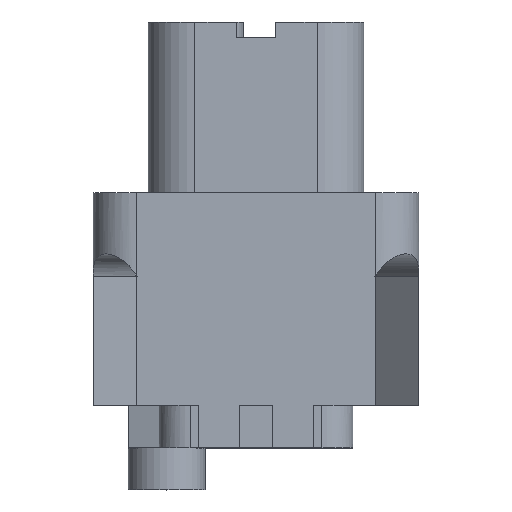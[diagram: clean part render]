
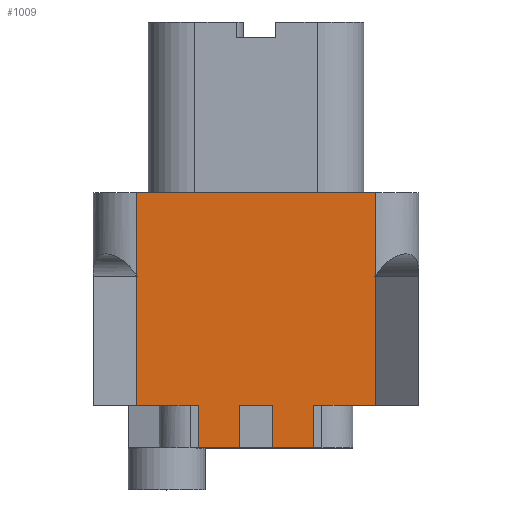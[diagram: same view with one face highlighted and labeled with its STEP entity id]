
A CAD part, top view. The second image highlights one B-rep face of the part: STEP entity #1009.
In plain terms, the highlighted planar face has unit normal (0, 0, 1).
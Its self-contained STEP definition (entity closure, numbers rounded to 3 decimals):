
#10 = LINE ( 'NONE', #4402, #2915 ) ;
#29 = LINE ( 'NONE', #4470, #2936 ) ;
#55 = LINE ( 'NONE', #4526, #2965 ) ;
#88 = LINE ( 'NONE', #4618, #3005 ) ;
#91 = LINE ( 'NONE', #4706, #1278 ) ;
#98 = LINE ( 'NONE', #4643, #1234 ) ;
#100 = LINE ( 'NONE', #4647, #1238 ) ;
#119 = LINE ( 'NONE', #4723, #1289 ) ;
#155 = LINE ( 'NONE', #3721, #1356 ) ;
#567 = ORIENTED_EDGE ( 'NONE', *, *, #1199, .T. ) ;
#570 = ORIENTED_EDGE ( 'NONE', *, *, #1334, .T. ) ;
#574 = ORIENTED_EDGE ( 'NONE', *, *, #1174, .F. ) ;
#583 = ORIENTED_EDGE ( 'NONE', *, *, #1471, .F. ) ;
#587 = ORIENTED_EDGE ( 'NONE', *, *, #1151, .T. ) ;
#588 = ORIENTED_EDGE ( 'NONE', *, *, #1271, .F. ) ;
#591 = ORIENTED_EDGE ( 'NONE', *, *, #1240, .F. ) ;
#596 = ORIENTED_EDGE ( 'NONE', *, *, #888, .T. ) ;
#610 = ORIENTED_EDGE ( 'NONE', *, *, #1354, .F. ) ;
#626 = ORIENTED_EDGE ( 'NONE', *, *, #1100, .F. ) ;
#635 = ORIENTED_EDGE ( 'NONE', *, *, #1083, .T. ) ;
#663 = ORIENTED_EDGE ( 'NONE', *, *, #1267, .F. ) ;
#869 = EDGE_LOOP ( 'NONE', ( #583, #596, #635, #567, #588, #570, #591, #626, #610, #587, #574, #663 ) ) ;
#888 = EDGE_CURVE ( 'NONE', #3556, #3576, #2613, .T. ) ;
#1009 = ADVANCED_FACE ( 'NONE', ( #2748 ), #3943, .F. ) ;
#1083 = EDGE_CURVE ( 'NONE', #3576, #3579, #2815, .T. ) ;
#1100 = EDGE_CURVE ( 'NONE', #3595, #3351, #2829, .T. ) ;
#1151 = EDGE_CURVE ( 'NONE', #3586, #3400, #10, .T. ) ;
#1174 = EDGE_CURVE ( 'NONE', #3336, #3400, #29, .T. ) ;
#1199 = EDGE_CURVE ( 'NONE', #3579, #3583, #55, .T. ) ;
#1234 = VECTOR ( 'NONE', #4644, 1000. ) ;
#1238 = VECTOR ( 'NONE', #4648, 1000. ) ;
#1240 = EDGE_CURVE ( 'NONE', #3351, #3368, #88, .T. ) ;
#1267 = EDGE_CURVE ( 'NONE', #3572, #3336, #98, .T. ) ;
#1271 = EDGE_CURVE ( 'NONE', #3600, #3583, #100, .T. ) ;
#1278 = VECTOR ( 'NONE', #4707, 1000. ) ;
#1289 = VECTOR ( 'NONE', #4724, 1000. ) ;
#1334 = EDGE_CURVE ( 'NONE', #3600, #3368, #91, .T. ) ;
#1354 = EDGE_CURVE ( 'NONE', #3586, #3595, #119, .T. ) ;
#1356 = VECTOR ( 'NONE', #3722, 1000. ) ;
#1471 = EDGE_CURVE ( 'NONE', #3556, #3572, #155, .T. ) ;
#1677 = AXIS2_PLACEMENT_3D ( 'NONE', #4002, #4003, #4004 ) ;
#1697 = VECTOR ( 'NONE', #4185, 1000. ) ;
#1836 = DIRECTION ( 'NONE',  ( 0., 1., 0. ) ) ;
#1840 = CARTESIAN_POINT ( 'NONE',  ( 7.7, -16.45, 10.5 ) ) ;
#2148 = VECTOR ( 'NONE', #1836, 1000. ) ;
#2613 = LINE ( 'NONE', #1840, #2148 ) ;
#2748 = FACE_OUTER_BOUND ( 'NONE', #869, .T. ) ;
#2815 = LINE ( 'NONE', #4186, #1697 ) ;
#2829 = LINE ( 'NONE', #4151, #2861 ) ;
#2861 = VECTOR ( 'NONE', #4150, 1000. ) ;
#2915 = VECTOR ( 'NONE', #4403, 1000. ) ;
#2936 = VECTOR ( 'NONE', #4471, 1000. ) ;
#2965 = VECTOR ( 'NONE', #4527, 1000. ) ;
#3005 = VECTOR ( 'NONE', #4619, 1000. ) ;
#3336 = VERTEX_POINT ( 'NONE', #3423 ) ;
#3351 = VERTEX_POINT ( 'NONE', #3470 ) ;
#3368 = VERTEX_POINT ( 'NONE', #3527 ) ;
#3400 = VERTEX_POINT ( 'NONE', #3603 ) ;
#3423 = CARTESIAN_POINT ( 'NONE',  ( 3.725, -16.45, 10.5 ) ) ;
#3470 = CARTESIAN_POINT ( 'NONE',  ( -1.075, -16.45, 10.5 ) ) ;
#3527 = CARTESIAN_POINT ( 'NONE',  ( -3.725, -16.45, 10.5 ) ) ;
#3556 = VERTEX_POINT ( 'NONE', #3771 ) ;
#3572 = VERTEX_POINT ( 'NONE', #3788 ) ;
#3576 = VERTEX_POINT ( 'NONE', #3793 ) ;
#3579 = VERTEX_POINT ( 'NONE', #3794 ) ;
#3583 = VERTEX_POINT ( 'NONE', #3800 ) ;
#3586 = VERTEX_POINT ( 'NONE', #3802 ) ;
#3595 = VERTEX_POINT ( 'NONE', #3811 ) ;
#3600 = VERTEX_POINT ( 'NONE', #3816 ) ;
#3603 = CARTESIAN_POINT ( 'NONE',  ( 1.075, -16.45, 10.5 ) ) ;
#3721 = CARTESIAN_POINT ( 'NONE',  ( -10.5, -13.7, 10.5 ) ) ;
#3722 = DIRECTION ( 'NONE',  ( -1., 0., 0. ) ) ;
#3771 = CARTESIAN_POINT ( 'NONE',  ( 7.7, -13.7, 10.5 ) ) ;
#3788 = CARTESIAN_POINT ( 'NONE',  ( 3.725, -13.7, 10.5 ) ) ;
#3793 = CARTESIAN_POINT ( 'NONE',  ( 7.7, 0., 10.5 ) ) ;
#3794 = CARTESIAN_POINT ( 'NONE',  ( -7.7, 0., 10.5 ) ) ;
#3800 = CARTESIAN_POINT ( 'NONE',  ( -7.7, -13.7, 10.5 ) ) ;
#3802 = CARTESIAN_POINT ( 'NONE',  ( 1.075, -13.7, 10.5 ) ) ;
#3811 = CARTESIAN_POINT ( 'NONE',  ( -1.075, -13.7, 10.5 ) ) ;
#3816 = CARTESIAN_POINT ( 'NONE',  ( -3.725, -13.7, 10.5 ) ) ;
#3943 = PLANE ( 'NONE',  #1677 ) ;
#4002 = CARTESIAN_POINT ( 'NONE',  ( -10.5, -16.45, 10.5 ) ) ;
#4003 = DIRECTION ( 'NONE',  ( 0., 0., -1. ) ) ;
#4004 = DIRECTION ( 'NONE',  ( -1., 0., 0. ) ) ;
#4150 = DIRECTION ( 'NONE',  ( 0., -1., 0. ) ) ;
#4151 = CARTESIAN_POINT ( 'NONE',  ( -1.075, -13.7, 10.5 ) ) ;
#4185 = DIRECTION ( 'NONE',  ( -1., 0., 0. ) ) ;
#4186 = CARTESIAN_POINT ( 'NONE',  ( -10.5, 0., 10.5 ) ) ;
#4402 = CARTESIAN_POINT ( 'NONE',  ( 1.075, -13.7, 10.5 ) ) ;
#4403 = DIRECTION ( 'NONE',  ( 0., -1., 0. ) ) ;
#4470 = CARTESIAN_POINT ( 'NONE',  ( -10.5, -16.45, 10.5 ) ) ;
#4471 = DIRECTION ( 'NONE',  ( -1., 0., 0. ) ) ;
#4526 = CARTESIAN_POINT ( 'NONE',  ( -7.7, -16.45, 10.5 ) ) ;
#4527 = DIRECTION ( 'NONE',  ( 0., -1., 0. ) ) ;
#4618 = CARTESIAN_POINT ( 'NONE',  ( -10.5, -16.45, 10.5 ) ) ;
#4619 = DIRECTION ( 'NONE',  ( -1., 0., 0. ) ) ;
#4643 = CARTESIAN_POINT ( 'NONE',  ( 3.725, -13.7, 10.5 ) ) ;
#4644 = DIRECTION ( 'NONE',  ( 0., -1., 0. ) ) ;
#4647 = CARTESIAN_POINT ( 'NONE',  ( -10.5, -13.7, 10.5 ) ) ;
#4648 = DIRECTION ( 'NONE',  ( -1., 0., 0. ) ) ;
#4706 = CARTESIAN_POINT ( 'NONE',  ( -3.725, -13.7, 10.5 ) ) ;
#4707 = DIRECTION ( 'NONE',  ( 0., -1., 0. ) ) ;
#4723 = CARTESIAN_POINT ( 'NONE',  ( -10.5, -13.7, 10.5 ) ) ;
#4724 = DIRECTION ( 'NONE',  ( -1., 0., 0. ) ) ;
